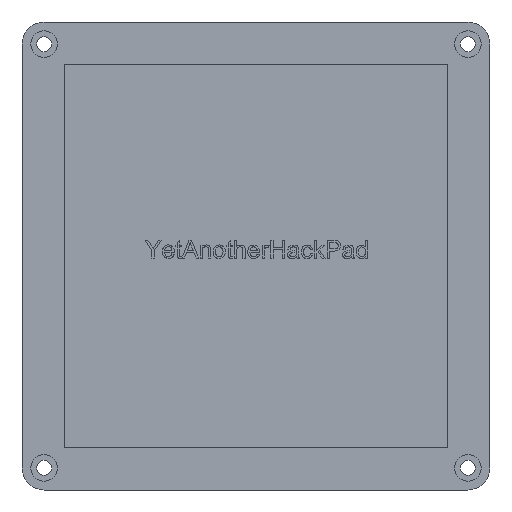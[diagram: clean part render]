
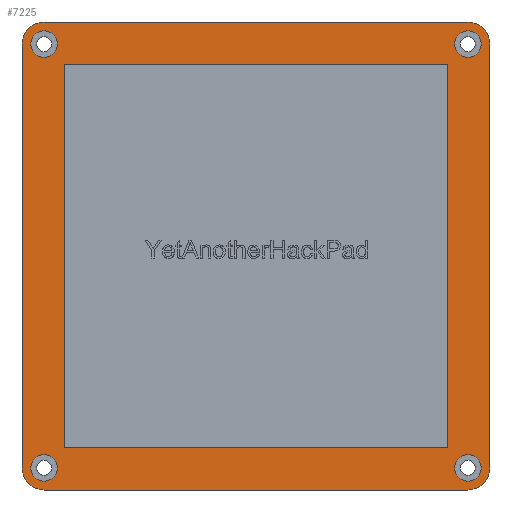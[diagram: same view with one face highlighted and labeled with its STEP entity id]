
A CAD part, left-side view. The second image highlights one B-rep face of the part: STEP entity #7225.
In plain terms, the highlighted planar face has unit normal (-1, 0, 0).
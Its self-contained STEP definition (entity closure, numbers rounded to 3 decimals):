
#16=CIRCLE('',#7399,5.);
#24=CIRCLE('',#7410,5.);
#25=CIRCLE('',#7412,5.);
#26=CIRCLE('',#7415,5.);
#28=CIRCLE('',#7424,3.);
#30=CIRCLE('',#7427,3.);
#32=CIRCLE('',#7430,3.);
#34=CIRCLE('',#7433,3.);
#80=FACE_BOUND('',#1051,.T.);
#81=FACE_BOUND('',#1052,.T.);
#82=FACE_BOUND('',#1053,.T.);
#83=FACE_BOUND('',#1054,.T.);
#84=FACE_BOUND('',#1055,.T.);
#251=PLANE('',#7438);
#634=FACE_OUTER_BOUND('',#1050,.T.);
#1050=EDGE_LOOP('',(#6599,#6600,#6601,#6602,#6603,#6604,#6605,#6606));
#1051=EDGE_LOOP('',(#6607,#6608,#6609,#6610));
#1052=EDGE_LOOP('',(#6611));
#1053=EDGE_LOOP('',(#6612));
#1054=EDGE_LOOP('',(#6613));
#1055=EDGE_LOOP('',(#6614));
#1637=LINE('',#14415,#2262);
#1640=LINE('',#14420,#2265);
#1642=LINE('',#14424,#2267);
#1644=LINE('',#14427,#2269);
#1659=LINE('',#14478,#2284);
#1667=LINE('',#14497,#2292);
#1687=LINE('',#14555,#2312);
#1688=LINE('',#14557,#2313);
#2262=VECTOR('',#8312,10.);
#2265=VECTOR('',#8317,10.);
#2267=VECTOR('',#8321,10.);
#2269=VECTOR('',#8325,10.);
#2284=VECTOR('',#8366,10.);
#2292=VECTOR('',#8384,10.);
#2312=VECTOR('',#8450,10.);
#2313=VECTOR('',#8453,10.);
#3392=VERTEX_POINT('',#14413);
#3393=VERTEX_POINT('',#14414);
#3394=VERTEX_POINT('',#14419);
#3395=VERTEX_POINT('',#14423);
#3398=VERTEX_POINT('',#14433);
#3399=VERTEX_POINT('',#14435);
#3418=VERTEX_POINT('',#14477);
#3421=VERTEX_POINT('',#14486);
#3422=VERTEX_POINT('',#14490);
#3423=VERTEX_POINT('',#14492);
#3424=VERTEX_POINT('',#14496);
#3425=VERTEX_POINT('',#14500);
#3433=VERTEX_POINT('',#14530);
#3435=VERTEX_POINT('',#14536);
#3437=VERTEX_POINT('',#14542);
#3439=VERTEX_POINT('',#14548);
#4429=EDGE_CURVE('',#3392,#3393,#1637,.T.);
#4432=EDGE_CURVE('',#3394,#3392,#1640,.T.);
#4434=EDGE_CURVE('',#3395,#3394,#1642,.T.);
#4436=EDGE_CURVE('',#3393,#3395,#1644,.T.);
#4439=EDGE_CURVE('',#3398,#3399,#16,.T.);
#4460=EDGE_CURVE('',#3418,#3399,#1659,.T.);
#4465=EDGE_CURVE('',#3418,#3421,#24,.T.);
#4468=EDGE_CURVE('',#3422,#3423,#25,.T.);
#4470=EDGE_CURVE('',#3424,#3423,#1667,.T.);
#4472=EDGE_CURVE('',#3424,#3425,#26,.T.);
#4488=EDGE_CURVE('',#3433,#3433,#28,.T.);
#4491=EDGE_CURVE('',#3435,#3435,#30,.T.);
#4494=EDGE_CURVE('',#3437,#3437,#32,.T.);
#4497=EDGE_CURVE('',#3439,#3439,#34,.T.);
#4499=EDGE_CURVE('',#3422,#3421,#1687,.T.);
#4500=EDGE_CURVE('',#3398,#3425,#1688,.T.);
#6599=ORIENTED_EDGE('',*,*,#4439,.F.);
#6600=ORIENTED_EDGE('',*,*,#4500,.T.);
#6601=ORIENTED_EDGE('',*,*,#4472,.F.);
#6602=ORIENTED_EDGE('',*,*,#4470,.T.);
#6603=ORIENTED_EDGE('',*,*,#4468,.F.);
#6604=ORIENTED_EDGE('',*,*,#4499,.T.);
#6605=ORIENTED_EDGE('',*,*,#4465,.F.);
#6606=ORIENTED_EDGE('',*,*,#4460,.T.);
#6607=ORIENTED_EDGE('',*,*,#4429,.T.);
#6608=ORIENTED_EDGE('',*,*,#4436,.T.);
#6609=ORIENTED_EDGE('',*,*,#4434,.T.);
#6610=ORIENTED_EDGE('',*,*,#4432,.T.);
#6611=ORIENTED_EDGE('',*,*,#4488,.F.);
#6612=ORIENTED_EDGE('',*,*,#4497,.F.);
#6613=ORIENTED_EDGE('',*,*,#4491,.F.);
#6614=ORIENTED_EDGE('',*,*,#4494,.F.);
#7225=ADVANCED_FACE('',(#634,#80,#81,#82,#83,#84),#251,.F.);
#7399=AXIS2_PLACEMENT_3D('',#14436,#8333,#8334);
#7410=AXIS2_PLACEMENT_3D('',#14487,#8373,#8374);
#7412=AXIS2_PLACEMENT_3D('',#14493,#8379,#8380);
#7415=AXIS2_PLACEMENT_3D('',#14501,#8388,#8389);
#7424=AXIS2_PLACEMENT_3D('',#14532,#8420,#8421);
#7427=AXIS2_PLACEMENT_3D('',#14538,#8427,#8428);
#7430=AXIS2_PLACEMENT_3D('',#14544,#8434,#8435);
#7433=AXIS2_PLACEMENT_3D('',#14550,#8441,#8442);
#7438=AXIS2_PLACEMENT_3D('',#14558,#8454,#8455);
#8312=DIRECTION('',(0.,0.,-1.));
#8317=DIRECTION('',(0.,-1.,0.));
#8321=DIRECTION('',(0.,0.,1.));
#8325=DIRECTION('',(0.,1.,0.));
#8333=DIRECTION('center_axis',(1.,0.,0.));
#8334=DIRECTION('ref_axis',(0.,0.707,0.707));
#8366=DIRECTION('',(0.,1.,0.));
#8373=DIRECTION('center_axis',(1.,0.,0.));
#8374=DIRECTION('ref_axis',(0.,-0.707,0.707));
#8379=DIRECTION('center_axis',(1.,0.,0.));
#8380=DIRECTION('ref_axis',(0.,-0.707,-0.707));
#8384=DIRECTION('',(0.,-1.,0.));
#8388=DIRECTION('center_axis',(1.,0.,0.));
#8389=DIRECTION('ref_axis',(0.,0.707,-0.707));
#8420=DIRECTION('center_axis',(-1.,0.,0.));
#8421=DIRECTION('ref_axis',(0.,1.,0.));
#8427=DIRECTION('center_axis',(-1.,0.,0.));
#8428=DIRECTION('ref_axis',(0.,1.,0.));
#8434=DIRECTION('center_axis',(-1.,0.,0.));
#8435=DIRECTION('ref_axis',(0.,1.,0.));
#8441=DIRECTION('center_axis',(-1.,0.,0.));
#8442=DIRECTION('ref_axis',(0.,1.,0.));
#8450=DIRECTION('',(0.,0.,1.));
#8453=DIRECTION('',(0.,0.,-1.));
#8454=DIRECTION('center_axis',(1.,0.,0.));
#8455=DIRECTION('ref_axis',(0.,1.,0.));
#14413=CARTESIAN_POINT('',(0.,-0.014,0.014));
#14414=CARTESIAN_POINT('',(0.,-0.014,-86.711));
#14415=CARTESIAN_POINT('',(0.,-0.014,-21.668));
#14419=CARTESIAN_POINT('',(0.,86.711,0.014));
#14420=CARTESIAN_POINT('',(0.,65.03,0.014));
#14423=CARTESIAN_POINT('',(0.,86.711,-86.711));
#14424=CARTESIAN_POINT('',(0.,86.711,-65.03));
#14427=CARTESIAN_POINT('',(0.,21.667,-86.711));
#14433=CARTESIAN_POINT('',(0.,96.211,4.514));
#14435=CARTESIAN_POINT('',(0.,91.211,9.514));
#14436=CARTESIAN_POINT('Origin',(0.,91.211,4.514));
#14477=CARTESIAN_POINT('',(0.,-4.514,9.514));
#14478=CARTESIAN_POINT('',(0.,-9.514,9.514));
#14486=CARTESIAN_POINT('',(0.,-9.514,4.514));
#14487=CARTESIAN_POINT('Origin',(0.,-4.514,4.514));
#14490=CARTESIAN_POINT('',(0.,-9.514,-91.211));
#14492=CARTESIAN_POINT('',(0.,-4.514,-96.211));
#14493=CARTESIAN_POINT('Origin',(0.,-4.514,-91.211));
#14496=CARTESIAN_POINT('',(0.,91.211,-96.211));
#14497=CARTESIAN_POINT('',(0.,96.211,-96.211));
#14500=CARTESIAN_POINT('',(0.,96.211,-91.211));
#14501=CARTESIAN_POINT('Origin',(0.,91.211,-91.211));
#14530=CARTESIAN_POINT('',(0.,-7.514,4.514));
#14532=CARTESIAN_POINT('Origin',(0.,-4.514,4.514));
#14536=CARTESIAN_POINT('',(0.,88.211,4.514));
#14538=CARTESIAN_POINT('Origin',(0.,91.211,4.514));
#14542=CARTESIAN_POINT('',(0.,88.211,-91.211));
#14544=CARTESIAN_POINT('Origin',(0.,91.211,-91.211));
#14548=CARTESIAN_POINT('',(0.,-7.514,-91.211));
#14550=CARTESIAN_POINT('Origin',(0.,-4.514,-91.211));
#14555=CARTESIAN_POINT('',(0.,-9.514,-96.211));
#14557=CARTESIAN_POINT('',(0.,96.211,9.514));
#14558=CARTESIAN_POINT('Origin',(0.,43.349,-43.349));
